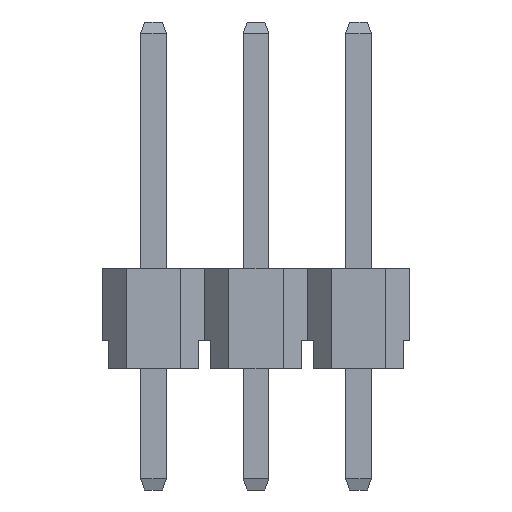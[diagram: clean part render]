
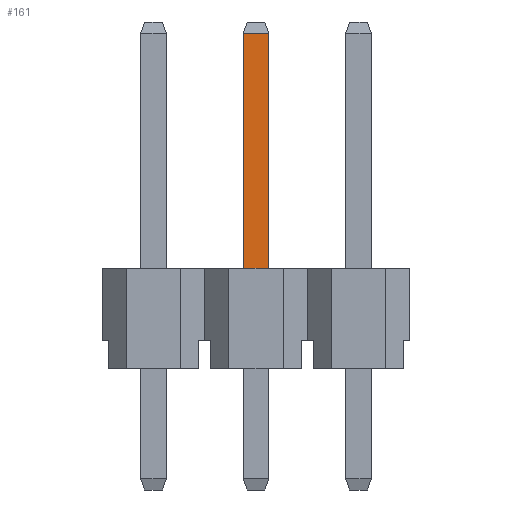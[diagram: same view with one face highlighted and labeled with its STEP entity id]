
A CAD part, front view. The second image highlights one B-rep face of the part: STEP entity #161.
In plain terms, the highlighted planar face has unit normal (0, -1, 0).
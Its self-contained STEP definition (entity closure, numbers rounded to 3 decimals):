
#161=ADVANCED_FACE('',(#1107),#1109,.T.);
#1107=FACE_BOUND('',#1108,.T.);
#1108=EDGE_LOOP('',(#1885,#1886,#1887,#1888));
#1109=PLANE('',#1110);
#1110=AXIS2_PLACEMENT_3D('',#1111,#1112,#1113);
#1111=CARTESIAN_POINT('',(2.22,-0.32,-3.));
#1112=DIRECTION('',(0.,-1.,0.));
#1113=DIRECTION('',(1.,0.,0.));
#1885=ORIENTED_EDGE('',*,*,#2395,.F.);
#1886=ORIENTED_EDGE('',*,*,#2396,.F.);
#1887=ORIENTED_EDGE('',*,*,#2355,.T.);
#1888=ORIENTED_EDGE('',*,*,#2390,.T.);
#2355=EDGE_CURVE('',#2682,#2680,#2683,.T.);
#2390=EDGE_CURVE('',#2680,#2741,#2744,.T.);
#2395=EDGE_CURVE('',#2751,#2741,#2752,.T.);
#2396=EDGE_CURVE('',#2682,#2751,#2753,.T.);
#2680=VERTEX_POINT('',#3234);
#2682=VERTEX_POINT('',#3238);
#2683=LINE('',#3239,#3240);
#2741=VERTEX_POINT('',#3365);
#2744=LINE('',#3370,#3371);
#2751=VERTEX_POINT('',#3387);
#2752=LINE('',#3388,#3389);
#2753=LINE('',#3391,#3392);
#3234=CARTESIAN_POINT('',(2.86,-0.32,2.5));
#3238=CARTESIAN_POINT('',(2.22,-0.32,2.5));
#3239=CARTESIAN_POINT('',(2.22,-0.32,2.5));
#3240=VECTOR('',#3241,1.);
#3241=DIRECTION('',(1.,0.,0.));
#3365=CARTESIAN_POINT('',(2.86,-0.32,8.325));
#3370=CARTESIAN_POINT('',(2.86,-0.32,2.5));
#3371=VECTOR('',#3372,1.);
#3372=DIRECTION('',(0.,0.,1.));
#3387=CARTESIAN_POINT('',(2.22,-0.32,8.325));
#3388=CARTESIAN_POINT('',(2.22,-0.32,8.325));
#3389=VECTOR('',#3390,1.);
#3390=DIRECTION('',(1.,0.,0.));
#3391=CARTESIAN_POINT('',(2.22,-0.32,2.5));
#3392=VECTOR('',#3393,1.);
#3393=DIRECTION('',(0.,0.,1.));
